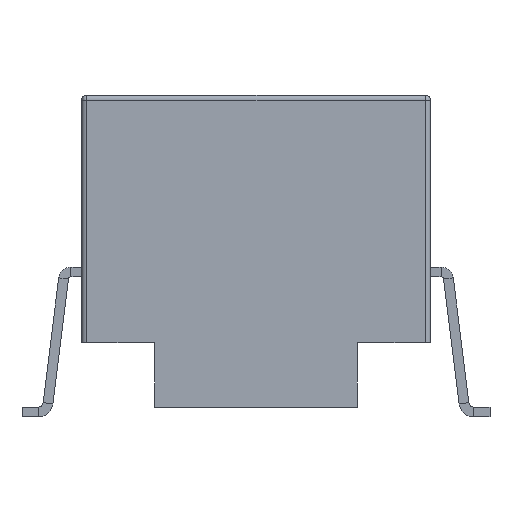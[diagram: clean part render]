
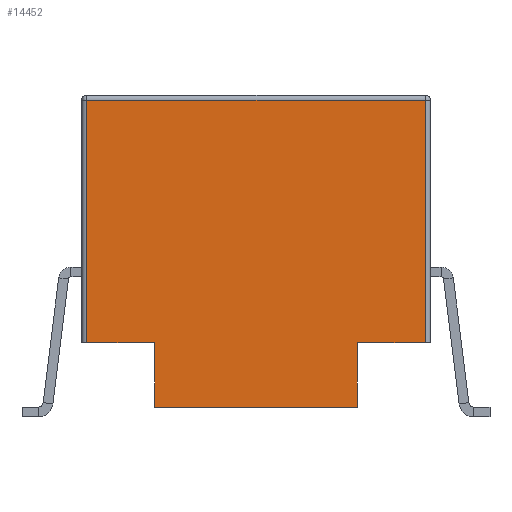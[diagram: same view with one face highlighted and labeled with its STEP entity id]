
A CAD part, left-side view. The second image highlights one B-rep face of the part: STEP entity #14452.
In plain terms, the highlighted planar face has unit normal (-1, 0, 0).
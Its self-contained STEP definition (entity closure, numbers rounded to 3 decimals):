
#745 = DIRECTION ( 'NONE',  ( 0., 0., 1. ) ) ;
#1928 = CARTESIAN_POINT ( 'NONE',  ( -6.35, -3.45, 6.25 ) ) ;
#2516 = VERTEX_POINT ( 'NONE', #21005 ) ;
#2764 = DIRECTION ( 'NONE',  ( 0., -1., 0. ) ) ;
#3190 = LINE ( 'NONE', #33766, #28886 ) ;
#5382 = ORIENTED_EDGE ( 'NONE', *, *, #27981, .T. ) ;
#5470 = DIRECTION ( 'NONE',  ( 0., 0., -1. ) ) ;
#5863 = CARTESIAN_POINT ( 'NONE',  ( -6.35, -3.55, 1.304 ) ) ;
#6583 = CARTESIAN_POINT ( 'NONE',  ( -6.35, 3.45, 1.304 ) ) ;
#7212 = LINE ( 'NONE', #15996, #13306 ) ;
#8073 = CARTESIAN_POINT ( 'NONE',  ( -6.35, 3.55, 0. ) ) ;
#8881 = DIRECTION ( 'NONE',  ( 0., 1., 0. ) ) ;
#8886 = CARTESIAN_POINT ( 'NONE',  ( -6.35, -2.067, 1.304 ) ) ;
#9014 = PLANE ( 'NONE',  #21594 ) ;
#9226 = DIRECTION ( 'NONE',  ( 0., 1., 0. ) ) ;
#9268 = VERTEX_POINT ( 'NONE', #1928 ) ;
#10093 = CARTESIAN_POINT ( 'NONE',  ( -6.35, 2.067, 0. ) ) ;
#11054 = ORIENTED_EDGE ( 'NONE', *, *, #11614, .T. ) ;
#11216 = VECTOR ( 'NONE', #745, 1000. ) ;
#11339 = DIRECTION ( 'NONE',  ( 1., 0., 0. ) ) ;
#11370 = ORIENTED_EDGE ( 'NONE', *, *, #13436, .F. ) ;
#11387 = LINE ( 'NONE', #5863, #28500 ) ;
#11512 = DIRECTION ( 'NONE',  ( 0., 1., 0. ) ) ;
#11614 = EDGE_CURVE ( 'NONE', #2516, #33123, #18618, .T. ) ;
#12838 = EDGE_CURVE ( 'NONE', #34541, #9268, #16757, .T. ) ;
#13306 = VECTOR ( 'NONE', #31975, 1000. ) ;
#13436 = EDGE_CURVE ( 'NONE', #34406, #29913, #25782, .T. ) ;
#13561 = CARTESIAN_POINT ( 'NONE',  ( -6.35, -3.45, 1.304 ) ) ;
#13999 = FACE_OUTER_BOUND ( 'NONE', #30996, .T. ) ;
#14292 = EDGE_CURVE ( 'NONE', #25115, #19679, #21521, .T. ) ;
#14452 = ADVANCED_FACE ( 'NONE', ( #13999 ), #9014, .F. ) ;
#14951 = ORIENTED_EDGE ( 'NONE', *, *, #30944, .F. ) ;
#15996 = CARTESIAN_POINT ( 'NONE',  ( -6.35, 3.55, 1.304 ) ) ;
#16019 = CARTESIAN_POINT ( 'NONE',  ( -6.35, -2.067, 0. ) ) ;
#16757 = LINE ( 'NONE', #25108, #11216 ) ;
#17643 = ORIENTED_EDGE ( 'NONE', *, *, #14292, .F. ) ;
#18618 = LINE ( 'NONE', #18815, #34407 ) ;
#18815 = CARTESIAN_POINT ( 'NONE',  ( -6.35, 3.45, 6.35 ) ) ;
#19679 = VERTEX_POINT ( 'NONE', #30893 ) ;
#20788 = DIRECTION ( 'NONE',  ( 0., 0., 1. ) ) ;
#21005 = CARTESIAN_POINT ( 'NONE',  ( -6.35, 3.45, 6.25 ) ) ;
#21035 = CARTESIAN_POINT ( 'NONE',  ( -6.35, 2.067, 1.304 ) ) ;
#21521 = LINE ( 'NONE', #16019, #34027 ) ;
#21594 = AXIS2_PLACEMENT_3D ( 'NONE', #22031, #11339, #11512 ) ;
#22031 = CARTESIAN_POINT ( 'NONE',  ( -6.35, 3.55, 6.35 ) ) ;
#22291 = EDGE_CURVE ( 'NONE', #34406, #19679, #32463, .T. ) ;
#24295 = ORIENTED_EDGE ( 'NONE', *, *, #22291, .T. ) ;
#25108 = CARTESIAN_POINT ( 'NONE',  ( -6.35, -3.45, 6.35 ) ) ;
#25115 = VERTEX_POINT ( 'NONE', #8886 ) ;
#25782 = LINE ( 'NONE', #10093, #34526 ) ;
#27175 = ORIENTED_EDGE ( 'NONE', *, *, #12838, .T. ) ;
#27981 = EDGE_CURVE ( 'NONE', #9268, #2516, #3190, .T. ) ;
#28500 = VECTOR ( 'NONE', #8881, 1000. ) ;
#28886 = VECTOR ( 'NONE', #9226, 1000. ) ;
#29711 = VECTOR ( 'NONE', #2764, 1000. ) ;
#29826 = DIRECTION ( 'NONE',  ( 0., 0., -1. ) ) ;
#29913 = VERTEX_POINT ( 'NONE', #21035 ) ;
#30027 = CARTESIAN_POINT ( 'NONE',  ( -6.35, 2.067, 0. ) ) ;
#30893 = CARTESIAN_POINT ( 'NONE',  ( -6.35, -2.067, 0. ) ) ;
#30944 = EDGE_CURVE ( 'NONE', #34541, #25115, #11387, .T. ) ;
#30996 = EDGE_LOOP ( 'NONE', ( #11054, #34830, #11370, #24295, #17643, #14951, #27175, #5382 ) ) ;
#31975 = DIRECTION ( 'NONE',  ( 0., 1., 0. ) ) ;
#32463 = LINE ( 'NONE', #8073, #29711 ) ;
#33123 = VERTEX_POINT ( 'NONE', #6583 ) ;
#33766 = CARTESIAN_POINT ( 'NONE',  ( -6.35, 3.55, 6.25 ) ) ;
#34027 = VECTOR ( 'NONE', #5470, 1000. ) ;
#34406 = VERTEX_POINT ( 'NONE', #30027 ) ;
#34407 = VECTOR ( 'NONE', #29826, 1000. ) ;
#34526 = VECTOR ( 'NONE', #20788, 1000. ) ;
#34541 = VERTEX_POINT ( 'NONE', #13561 ) ;
#34782 = EDGE_CURVE ( 'NONE', #29913, #33123, #7212, .T. ) ;
#34830 = ORIENTED_EDGE ( 'NONE', *, *, #34782, .F. ) ;
